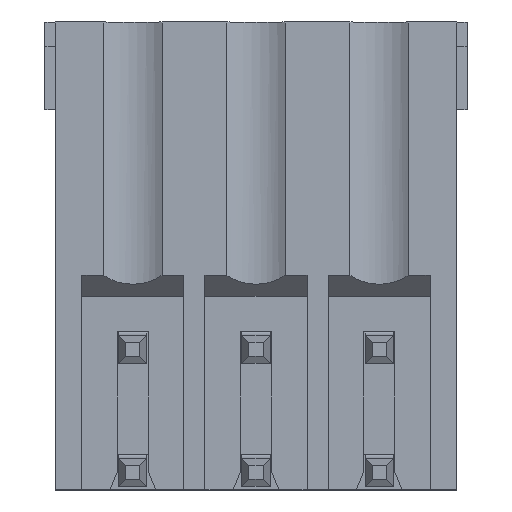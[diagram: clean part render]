
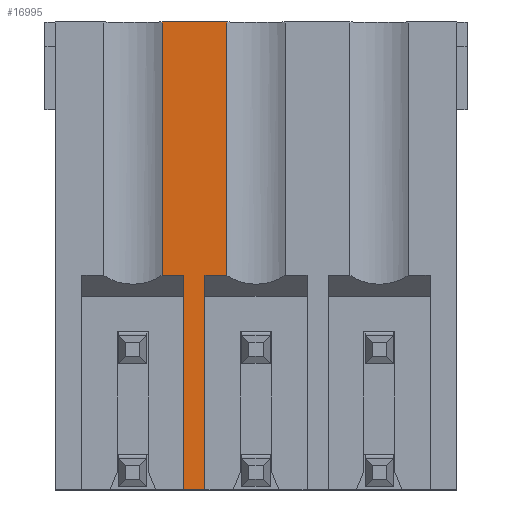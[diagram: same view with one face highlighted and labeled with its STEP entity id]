
A CAD part, front view. The second image highlights one B-rep face of the part: STEP entity #16995.
In plain terms, the highlighted planar face has unit normal (0, -1, 0).
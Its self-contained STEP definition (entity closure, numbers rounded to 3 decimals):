
#652 = ORIENTED_EDGE ( 'NONE', *, *, #13369, .T. ) ;
#687 = ORIENTED_EDGE ( 'NONE', *, *, #19622, .F. ) ;
#962 = CARTESIAN_POINT ( 'NONE',  ( 0.829, -9.6, 13.298 ) ) ;
#1817 = CARTESIAN_POINT ( 'NONE',  ( 2.671, -9.6, 6.098 ) ) ;
#1931 = FACE_OUTER_BOUND ( 'NONE', #16040, .T. ) ;
#2018 = CARTESIAN_POINT ( 'NONE',  ( 2.05, -9.6, 6.098 ) ) ;
#2396 = CARTESIAN_POINT ( 'NONE',  ( 2.05, -9.6, -0.002 ) ) ;
#2730 = EDGE_CURVE ( 'NONE', #23826, #13008, #24868, .T. ) ;
#3120 = CARTESIAN_POINT ( 'NONE',  ( 2.671, -9.6, 6.098 ) ) ;
#3352 = CARTESIAN_POINT ( 'NONE',  ( 1.45, -9.6, -0.002 ) ) ;
#3805 = ORIENTED_EDGE ( 'NONE', *, *, #7653, .T. ) ;
#3855 = CARTESIAN_POINT ( 'NONE',  ( 0.829, -9.6, 6.098 ) ) ;
#4277 = DIRECTION ( 'NONE',  ( -1., 0., 0. ) ) ;
#5078 = CARTESIAN_POINT ( 'NONE',  ( 1.45, -9.6, -0.002 ) ) ;
#5324 = DIRECTION ( 'NONE',  ( 1., 0., 0. ) ) ;
#5617 = VERTEX_POINT ( 'NONE', #17548 ) ;
#5670 = DIRECTION ( 'NONE',  ( 0., 0., -1. ) ) ;
#5769 = LINE ( 'NONE', #11886, #18132 ) ;
#5876 = VERTEX_POINT ( 'NONE', #2018 ) ;
#5942 = LINE ( 'NONE', #17528, #23903 ) ;
#6841 = EDGE_CURVE ( 'NONE', #5876, #14784, #24202, .T. ) ;
#6873 = DIRECTION ( 'NONE',  ( 1., 0., 0. ) ) ;
#7653 = EDGE_CURVE ( 'NONE', #5617, #13008, #5942, .T. ) ;
#8064 = VECTOR ( 'NONE', #10827, 1000. ) ;
#8617 = VECTOR ( 'NONE', #5670, 1000. ) ;
#8905 = LINE ( 'NONE', #5078, #22863 ) ;
#9427 = DIRECTION ( 'NONE',  ( 0., -1., 0. ) ) ;
#9545 = DIRECTION ( 'NONE',  ( 0., 0., -1. ) ) ;
#9674 = CARTESIAN_POINT ( 'NONE',  ( -1.75, -9.6, 13.298 ) ) ;
#9919 = PLANE ( 'NONE',  #24169 ) ;
#10827 = DIRECTION ( 'NONE',  ( 0., 0., -1. ) ) ;
#11468 = EDGE_CURVE ( 'NONE', #12075, #15537, #20917, .T. ) ;
#11720 = DIRECTION ( 'NONE',  ( -1., 0., 0. ) ) ;
#11813 = CARTESIAN_POINT ( 'NONE',  ( 0.829, -9.6, 6.098 ) ) ;
#11886 = CARTESIAN_POINT ( 'NONE',  ( 2.671, -9.6, 6.098 ) ) ;
#12075 = VERTEX_POINT ( 'NONE', #12387 ) ;
#12387 = CARTESIAN_POINT ( 'NONE',  ( 1.45, -9.6, 6.098 ) ) ;
#13008 = VERTEX_POINT ( 'NONE', #962 ) ;
#13369 = EDGE_CURVE ( 'NONE', #15537, #14784, #8905, .T. ) ;
#13601 = CARTESIAN_POINT ( 'NONE',  ( 0.829, -9.6, 6.098 ) ) ;
#14254 = VECTOR ( 'NONE', #5324, 1000. ) ;
#14316 = ORIENTED_EDGE ( 'NONE', *, *, #11468, .T. ) ;
#14784 = VERTEX_POINT ( 'NONE', #2396 ) ;
#15001 = VECTOR ( 'NONE', #23078, 1000. ) ;
#15158 = LINE ( 'NONE', #1817, #23860 ) ;
#15537 = VERTEX_POINT ( 'NONE', #3352 ) ;
#16040 = EDGE_LOOP ( 'NONE', ( #652, #19458, #687, #21480, #3805, #21183, #18003, #14316 ) ) ;
#16551 = CARTESIAN_POINT ( 'NONE',  ( 2.05, -9.6, 6.098 ) ) ;
#16995 = ADVANCED_FACE ( 'NONE', ( #1931 ), #9919, .T. ) ;
#17528 = CARTESIAN_POINT ( 'NONE',  ( 2.671, -9.6, 13.298 ) ) ;
#17548 = CARTESIAN_POINT ( 'NONE',  ( 2.671, -9.6, 13.298 ) ) ;
#17618 = CARTESIAN_POINT ( 'NONE',  ( 1.45, -9.6, 6.098 ) ) ;
#18003 = ORIENTED_EDGE ( 'NONE', *, *, #23579, .T. ) ;
#18132 = VECTOR ( 'NONE', #21152, 1000. ) ;
#19113 = VERTEX_POINT ( 'NONE', #3120 ) ;
#19207 = EDGE_CURVE ( 'NONE', #19113, #5617, #5769, .T. ) ;
#19458 = ORIENTED_EDGE ( 'NONE', *, *, #6841, .F. ) ;
#19622 = EDGE_CURVE ( 'NONE', #19113, #5876, #15158, .T. ) ;
#20917 = LINE ( 'NONE', #17618, #8617 ) ;
#21152 = DIRECTION ( 'NONE',  ( 0., 0., 1. ) ) ;
#21183 = ORIENTED_EDGE ( 'NONE', *, *, #2730, .F. ) ;
#21480 = ORIENTED_EDGE ( 'NONE', *, *, #19207, .T. ) ;
#22863 = VECTOR ( 'NONE', #6873, 1000. ) ;
#23078 = DIRECTION ( 'NONE',  ( 0., 0., 1. ) ) ;
#23144 = LINE ( 'NONE', #13601, #14254 ) ;
#23579 = EDGE_CURVE ( 'NONE', #23826, #12075, #23144, .T. ) ;
#23826 = VERTEX_POINT ( 'NONE', #11813 ) ;
#23860 = VECTOR ( 'NONE', #11720, 1000. ) ;
#23903 = VECTOR ( 'NONE', #4277, 1000. ) ;
#24169 = AXIS2_PLACEMENT_3D ( 'NONE', #9674, #9427, #9545 ) ;
#24202 = LINE ( 'NONE', #16551, #8064 ) ;
#24868 = LINE ( 'NONE', #3855, #15001 ) ;
